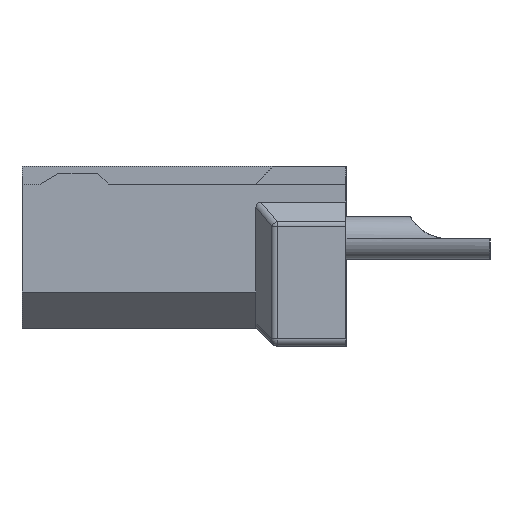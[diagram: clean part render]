
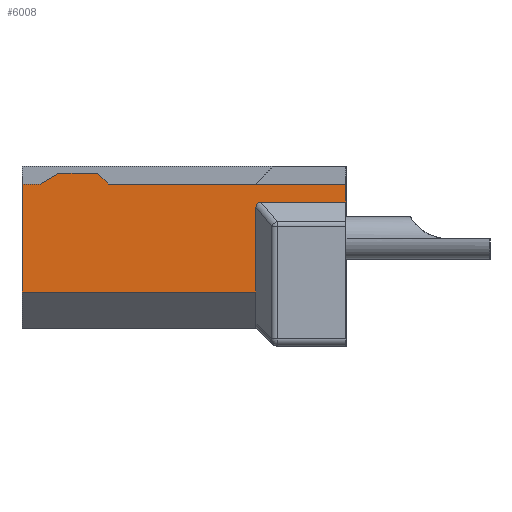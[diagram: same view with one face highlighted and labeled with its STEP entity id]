
A CAD part, left-side view. The second image highlights one B-rep face of the part: STEP entity #6008.
In plain terms, the highlighted planar face has unit normal (-1, 0, 0).
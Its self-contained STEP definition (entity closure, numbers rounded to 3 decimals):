
#49=DIRECTION('',(0.,0.,1.));
#50=VECTOR('',#49,3.);
#51=CARTESIAN_POINT('',(-13.21,6.5,-1.));
#52=LINE('',#51,#50);
#675=DIRECTION('',(0.,0.,1.));
#676=VECTOR('',#675,0.5);
#677=CARTESIAN_POINT('',(-13.21,-2.5,1.5));
#678=LINE('',#677,#676);
#2327=CARTESIAN_POINT('',(-13.21,0.,1.345));
#2328=CARTESIAN_POINT('',(-13.21,0.,1.395));
#2329=CARTESIAN_POINT('',(-13.21,-0.028,1.466));
#2330=CARTESIAN_POINT('',(-13.21,-0.093,1.5));
#2331=CARTESIAN_POINT('',(-13.21,-0.142,1.5));
#2333=DIRECTION('',(0.,0.866,-0.5));
#2334=VECTOR('',#2333,0.6);
#2335=CARTESIAN_POINT('',(-13.21,5.48,2.3));
#2336=LINE('',#2335,#2334);
#2337=DIRECTION('',(0.,1.,0.));
#2338=VECTOR('',#2337,1.08);
#2339=CARTESIAN_POINT('',(-13.21,4.4,2.3));
#2340=LINE('',#2339,#2338);
#2341=DIRECTION('',(0.,0.707,0.707));
#2342=VECTOR('',#2341,0.424);
#2343=CARTESIAN_POINT('',(-13.21,4.1,2.));
#2344=LINE('',#2343,#2342);
#2345=DIRECTION('',(0.,-1.,0.));
#2346=VECTOR('',#2345,6.6);
#2347=CARTESIAN_POINT('',(-13.21,4.1,2.));
#2348=LINE('',#2347,#2346);
#2349=DIRECTION('',(0.,1.,0.));
#2350=VECTOR('',#2349,2.358);
#2351=CARTESIAN_POINT('',(-13.21,-2.5,1.5));
#2352=LINE('',#2351,#2350);
#2353=DIRECTION('',(0.,0.,1.));
#2354=VECTOR('',#2353,2.345);
#2355=CARTESIAN_POINT('',(-13.21,0.,-1.));
#2356=LINE('',#2355,#2354);
#2357=DIRECTION('',(0.,-1.,0.));
#2358=VECTOR('',#2357,6.5);
#2359=CARTESIAN_POINT('',(-13.21,6.5,-1.));
#2360=LINE('',#2359,#2358);
#2361=DIRECTION('',(0.,-1.,0.));
#2362=VECTOR('',#2361,0.5);
#2363=CARTESIAN_POINT('',(-13.21,6.5,2.));
#2364=LINE('',#2363,#2362);
#2831=CARTESIAN_POINT('',(-13.21,-2.5,2.));
#2833=VERTEX_POINT('',#2831);
#2933=CARTESIAN_POINT('',(-13.21,-2.5,1.5));
#2934=VERTEX_POINT('',#2933);
#2957=CARTESIAN_POINT('',(-13.21,6.5,2.));
#2958=VERTEX_POINT('',#2957);
#2974=CARTESIAN_POINT('',(-13.21,0.,1.345));
#2976=VERTEX_POINT('',#2974);
#2978=CARTESIAN_POINT('',(-13.21,-0.142,1.5));
#2980=VERTEX_POINT('',#2978);
#3150=CARTESIAN_POINT('',(-13.21,6.5,-1.));
#3152=VERTEX_POINT('',#3150);
#3157=CARTESIAN_POINT('',(-13.21,0.,-1.));
#3158=VERTEX_POINT('',#3157);
#3163=CARTESIAN_POINT('',(-13.21,5.48,2.3));
#3164=VERTEX_POINT('',#3163);
#3165=CARTESIAN_POINT('',(-13.21,6.,2.));
#3166=VERTEX_POINT('',#3165);
#3167=CARTESIAN_POINT('',(-13.21,4.4,2.3));
#3168=VERTEX_POINT('',#3167);
#3189=CARTESIAN_POINT('',(-13.21,4.1,2.));
#3190=VERTEX_POINT('',#3189);
#5985=CARTESIAN_POINT('',(-13.21,0.,-2.));
#5986=DIRECTION('',(-1.,0.,0.));
#5987=DIRECTION('',(0.,0.,1.));
#5988=AXIS2_PLACEMENT_3D('',#5985,#5986,#5987);
#5989=PLANE('',#5988);
#5991=ORIENTED_EDGE('',*,*,#5990,.F.);
#5993=ORIENTED_EDGE('',*,*,#5992,.F.);
#5995=ORIENTED_EDGE('',*,*,#5994,.F.);
#5996=ORIENTED_EDGE('',*,*,#3701,.T.);
#5997=ORIENTED_EDGE('',*,*,#4010,.F.);
#5999=ORIENTED_EDGE('',*,*,#5998,.T.);
#6000=ORIENTED_EDGE('',*,*,#5976,.F.);
#6001=ORIENTED_EDGE('',*,*,#5965,.F.);
#6003=ORIENTED_EDGE('',*,*,#6002,.F.);
#6004=ORIENTED_EDGE('',*,*,#3506,.T.);
#6005=ORIENTED_EDGE('',*,*,#3690,.T.);
#6006=EDGE_LOOP('',(#5991,#5993,#5995,#5996,#5997,#5999,#6000,#6001,#6003,#6004,
#6005));
#6007=FACE_OUTER_BOUND('',#6006,.F.);
#2332=B_SPLINE_CURVE_WITH_KNOTS('',3,(#2327,#2328,#2329,#2330,#2331),
.UNSPECIFIED.,.F.,.F.,(4,1,4),(0.,0.5,1.),.UNSPECIFIED.);
#3506=EDGE_CURVE('',#3152,#2958,#52,.T.);
#3690=EDGE_CURVE('',#2958,#3166,#2364,.T.);
#3701=EDGE_CURVE('',#3190,#2833,#2348,.T.);
#4010=EDGE_CURVE('',#2934,#2833,#678,.T.);
#5965=EDGE_CURVE('',#3158,#2976,#2356,.T.);
#5976=EDGE_CURVE('',#2976,#2980,#2332,.T.);
#5990=EDGE_CURVE('',#3164,#3166,#2336,.T.);
#5992=EDGE_CURVE('',#3168,#3164,#2340,.T.);
#5994=EDGE_CURVE('',#3190,#3168,#2344,.T.);
#5998=EDGE_CURVE('',#2934,#2980,#2352,.T.);
#6002=EDGE_CURVE('',#3152,#3158,#2360,.T.);
#6008=ADVANCED_FACE('',(#6007),#5989,.T.);
